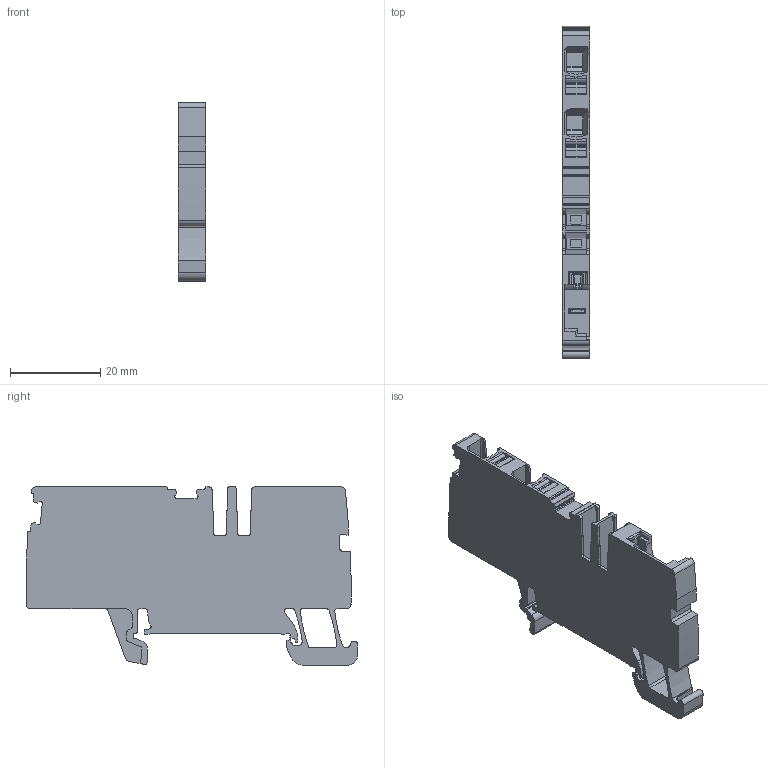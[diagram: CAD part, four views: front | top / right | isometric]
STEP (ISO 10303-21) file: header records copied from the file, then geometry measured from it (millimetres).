
FILE_DESCRIPTION(('CATIA V5R24 STEP','CAx-IF Rec.Pracs.--- Model Styling and Organization---1.2---2011-12-15'),'2;1');
FILE_NAME ('447681-1_1', '2018-08-17T07:12:53+00:00', ('Weidmueller Interface'), ('Weidmueller'), 'CATIA Version 5-6 Release 2014 SP4 HF52', 'CATIA V5 STEP AP214', 'none');
FILE_SCHEMA(('AUTOMOTIVE_DESIGN { 1 0 10303 214 1 1 1 1 }'));
Length unit declared in the file: millimetre
Products named in the file (1): 2540080000
Bounding box: 6.1 x 73.39 x 39.4 mm (x, y, z)
Volume: 10910.2 mm3; surface area: 8603 mm2
Topology: 4 solids, 4 shells, 657 faces, 1879 edges, 1220 vertices
Faces by surface type: plane 321, cylinder 301, torus 15, cone 8, sphere 6, bspline 6
Entity records: 22977 total; most frequent: CARTESIAN_POINT 6296, ORIENTED_EDGE 3734, DIRECTION 2914, EDGE_CURVE 1867, VERTEX_POINT 1220, VECTOR 1203, LINE 1203, AXIS2_PLACEMENT_3D 1135
